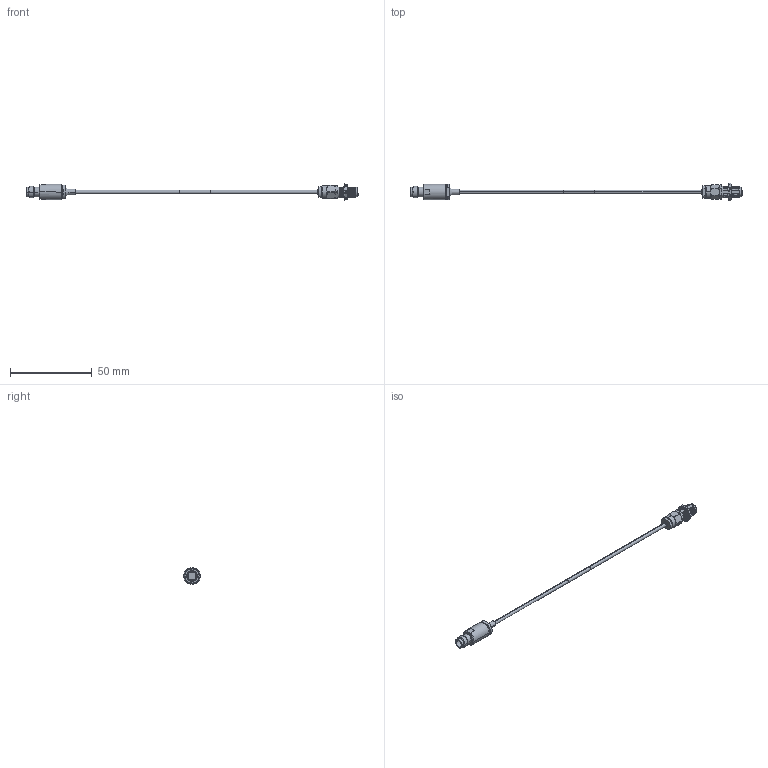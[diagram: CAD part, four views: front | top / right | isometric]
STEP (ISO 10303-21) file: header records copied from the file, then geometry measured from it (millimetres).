
FILE_DESCRIPTION (( 'STEP AP214' ), '1' );
FILE_NAME ('FMCA100195_3D.step', '2024-09-19T15:58:55', ( '' ), ( '' ), 'SwSTEP 2.0', 'SolidWorks 2022', '' );
FILE_SCHEMA (( 'AUTOMOTIVE_DESIGN' ));
Length unit declared in the file: inch
Products named in the file (4): PE51748^FMCA100195; RG405^FMCA100195_WITH LABEL; PE44802^FMCA100195; FMCA100195_3D
Assembly tree (3 placements, depth 2):
  FMCA100195_3D
    RG405^FMCA100195_WITH LABEL
    PE51748^FMCA100195
    PE44802^FMCA100195
Bounding box: 202.46 x 10.75 x 10.16 mm (x, y, z)
Volume: 2904.2 mm3; surface area: 3184 mm2
Topology: 4 solids, 5 shells, 333 faces, 934 edges, 623 vertices
Faces by surface type: cylinder 117, bspline 87, plane 67, cone 58, torus 4
Entity records: 33991 total; most frequent: CARTESIAN_POINT 26122, ORIENTED_EDGE 1868, DIRECTION 1294, EDGE_CURVE 934, VERTEX_POINT 623, AXIS2_PLACEMENT_3D 515, EDGE_LOOP 353, ADVANCED_FACE 333
